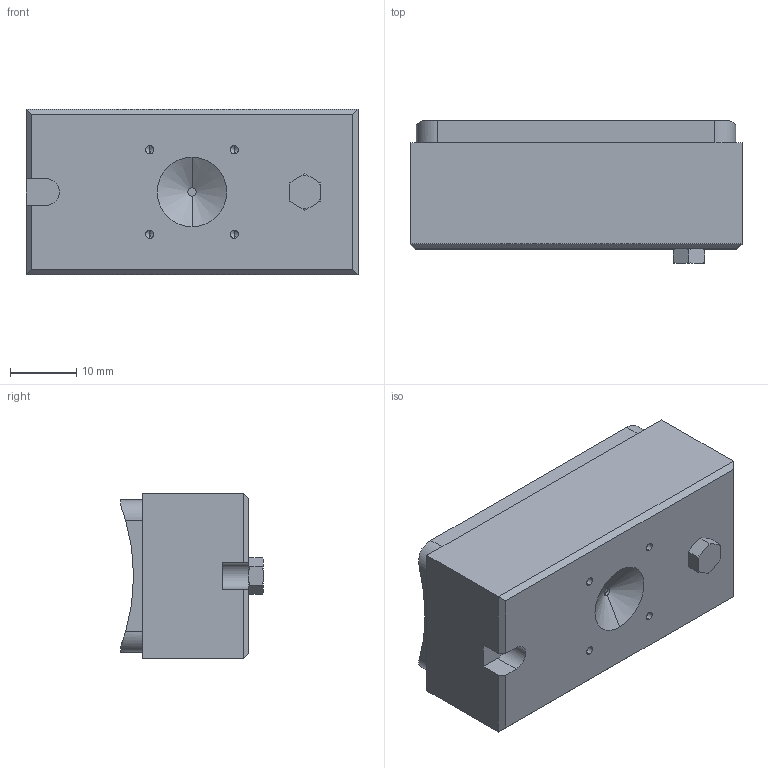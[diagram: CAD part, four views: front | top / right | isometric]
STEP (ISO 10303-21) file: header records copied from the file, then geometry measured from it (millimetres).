
FILE_DESCRIPTION (( 'STEP AP214' ), '1' );
FILE_NAME ('S3225WXXX30.STEP', '2023-01-06T16:47:58', ( '' ), ( '' ), 'SwSTEP 2.0', 'SolidWorks 2020', '' );
FILE_SCHEMA (( 'AUTOMOTIVE_DESIGN' ));
Length unit declared in the file: inch
Products named in the file (5): S90A002; S3225WXXX30; S90F030; 12S2501_SK-30; 62S23SXX_62S23S04
Assembly tree (3 placements, depth 2):
  S90A002
  S3225WXXX30
    12S2501_SK-30
    62S23SXX_62S23S04
    S90F030
Bounding box: 50.01 x 21.46 x 24.99 mm (x, y, z)
Volume: 20318 mm3; surface area: 9390.2 mm2
Topology: 3 solids, 3 shells, 102 faces, 255 edges, 160 vertices
Faces by surface type: plane 46, cylinder 30, cone 26
Entity records: 3378 total; most frequent: CARTESIAN_POINT 623, DIRECTION 513, ORIENTED_EDGE 494, EDGE_CURVE 247, AXIS2_PLACEMENT_3D 186, VERTEX_POINT 160, VECTOR 141, LINE 141
